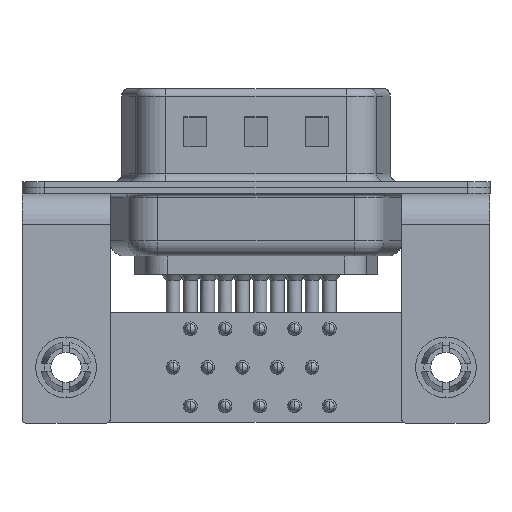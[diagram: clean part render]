
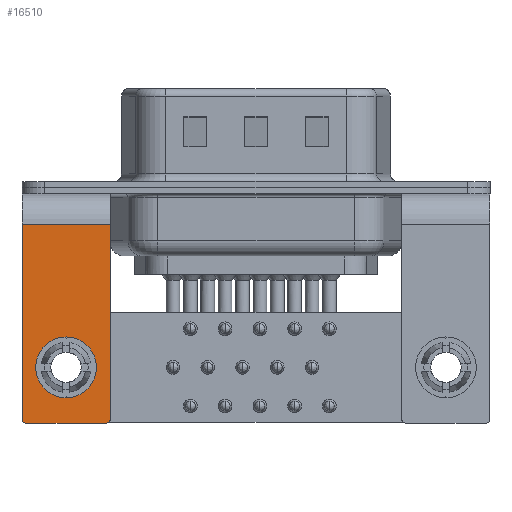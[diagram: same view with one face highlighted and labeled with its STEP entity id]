
A CAD part, front view. The second image highlights one B-rep face of the part: STEP entity #16510.
In plain terms, the highlighted planar face has unit normal (0, -1, 0).
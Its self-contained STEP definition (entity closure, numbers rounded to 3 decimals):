
#132 = DIRECTION ( 'NONE',  ( 0., 1., 0. ) ) ;
#877 = AXIS2_PLACEMENT_3D ( 'NONE', #15150, #15354, #15446 ) ;
#1656 = LINE ( 'NONE', #27488, #12596 ) ;
#1790 = EDGE_CURVE ( 'NONE', #7269, #1797, #26851, .T. ) ;
#1797 = VERTEX_POINT ( 'NONE', #14248 ) ;
#3602 = EDGE_LOOP ( 'NONE', ( #23861, #13347 ) ) ;
#3829 = DIRECTION ( 'NONE',  ( 0., -1., 0. ) ) ;
#4600 = PLANE ( 'NONE',  #8505 ) ;
#4629 = ORIENTED_EDGE ( 'NONE', *, *, #15717, .F. ) ;
#4768 = ORIENTED_EDGE ( 'NONE', *, *, #24843, .T. ) ;
#4961 = VERTEX_POINT ( 'NONE', #20129 ) ;
#5098 = VERTEX_POINT ( 'NONE', #20584 ) ;
#5854 = EDGE_CURVE ( 'NONE', #26840, #4961, #1656, .T. ) ;
#6370 = CARTESIAN_POINT ( 'NONE',  ( -2.9, -6.25, -2.4 ) ) ;
#6820 = DIRECTION ( 'NONE',  ( 0., 0., 1. ) ) ;
#7006 = CARTESIAN_POINT ( 'NONE',  ( 2.9, -6.25, -2.4 ) ) ;
#7238 = EDGE_CURVE ( 'NONE', #4961, #5098, #21063, .T. ) ;
#7269 = VERTEX_POINT ( 'NONE', #8562 ) ;
#7507 = DIRECTION ( 'NONE',  ( 0., -1., 0. ) ) ;
#7898 = VECTOR ( 'NONE', #17007, 1000. ) ;
#8074 = EDGE_CURVE ( 'NONE', #16546, #10857, #12120, .T. ) ;
#8505 = AXIS2_PLACEMENT_3D ( 'NONE', #17709, #19898, #6820 ) ;
#8562 = CARTESIAN_POINT ( 'NONE',  ( 0., -6.25, -13.83 ) ) ;
#9063 = CARTESIAN_POINT ( 'NONE',  ( 2.9, -6.25, -15.25 ) ) ;
#9103 = CARTESIAN_POINT ( 'NONE',  ( 2.65, -6.25, -15.5 ) ) ;
#9249 = CARTESIAN_POINT ( 'NONE',  ( -2.65, -6.25, -15.5 ) ) ;
#10575 = DIRECTION ( 'NONE',  ( -1., 0., 0. ) ) ;
#10857 = VERTEX_POINT ( 'NONE', #9063 ) ;
#11209 = VECTOR ( 'NONE', #10575, 1000. ) ;
#12120 = CIRCLE ( 'NONE', #23326, 0.25 ) ;
#12596 = VECTOR ( 'NONE', #23088, 1000. ) ;
#13055 = CIRCLE ( 'NONE', #13839, 0.25 ) ;
#13222 = CARTESIAN_POINT ( 'NONE',  ( 0., -6.25, -11.83 ) ) ;
#13347 = ORIENTED_EDGE ( 'NONE', *, *, #17832, .T. ) ;
#13839 = AXIS2_PLACEMENT_3D ( 'NONE', #20577, #7507, #22783 ) ;
#14248 = CARTESIAN_POINT ( 'NONE',  ( 0., -6.25, -9.83 ) ) ;
#14775 = CARTESIAN_POINT ( 'NONE',  ( 2.9, -6.25, -2.4 ) ) ;
#14968 = CARTESIAN_POINT ( 'NONE',  ( 2.9, -6.25, -15.5 ) ) ;
#15150 = CARTESIAN_POINT ( 'NONE',  ( 0., -6.25, -11.83 ) ) ;
#15354 = DIRECTION ( 'NONE',  ( 0., 1., 0. ) ) ;
#15425 = DIRECTION ( 'NONE',  ( 0., 0., 1. ) ) ;
#15446 = DIRECTION ( 'NONE',  ( 0., 0., 1. ) ) ;
#15717 = EDGE_CURVE ( 'NONE', #16546, #24251, #18393, .T. ) ;
#15846 = CIRCLE ( 'NONE', #24539, 2. ) ;
#15943 = VECTOR ( 'NONE', #21646, 1000. ) ;
#16279 = ORIENTED_EDGE ( 'NONE', *, *, #25865, .F. ) ;
#16510 = ADVANCED_FACE ( 'NONE', ( #26531, #20707 ), #4600, .F. ) ;
#16546 = VERTEX_POINT ( 'NONE', #9103 ) ;
#16920 = CARTESIAN_POINT ( 'NONE',  ( 2.65, -6.25, -15.25 ) ) ;
#17007 = DIRECTION ( 'NONE',  ( 0., 0., -1. ) ) ;
#17709 = CARTESIAN_POINT ( 'NONE',  ( 2.9, -6.25, -2.4 ) ) ;
#17832 = EDGE_CURVE ( 'NONE', #1797, #7269, #15846, .T. ) ;
#17888 = ORIENTED_EDGE ( 'NONE', *, *, #7238, .T. ) ;
#17977 = ORIENTED_EDGE ( 'NONE', *, *, #8074, .T. ) ;
#18393 = LINE ( 'NONE', #14968, #11209 ) ;
#19133 = DIRECTION ( 'NONE',  ( 0., 0., 1. ) ) ;
#19898 = DIRECTION ( 'NONE',  ( 0., 1., 0. ) ) ;
#20129 = CARTESIAN_POINT ( 'NONE',  ( -2.9, -6.25, -2.4 ) ) ;
#20577 = CARTESIAN_POINT ( 'NONE',  ( -2.65, -6.25, -15.25 ) ) ;
#20584 = CARTESIAN_POINT ( 'NONE',  ( -2.9, -6.25, -15.25 ) ) ;
#20707 = FACE_OUTER_BOUND ( 'NONE', #27560, .T. ) ;
#21063 = LINE ( 'NONE', #6370, #15943 ) ;
#21646 = DIRECTION ( 'NONE',  ( 0., 0., -1. ) ) ;
#22783 = DIRECTION ( 'NONE',  ( 0., 0., 1. ) ) ;
#23088 = DIRECTION ( 'NONE',  ( -1., 0., 0. ) ) ;
#23326 = AXIS2_PLACEMENT_3D ( 'NONE', #16920, #3829, #19133 ) ;
#23861 = ORIENTED_EDGE ( 'NONE', *, *, #1790, .T. ) ;
#24251 = VERTEX_POINT ( 'NONE', #9249 ) ;
#24539 = AXIS2_PLACEMENT_3D ( 'NONE', #13222, #132, #15425 ) ;
#24843 = EDGE_CURVE ( 'NONE', #5098, #24251, #13055, .T. ) ;
#25865 = EDGE_CURVE ( 'NONE', #26840, #10857, #26022, .T. ) ;
#26022 = LINE ( 'NONE', #14775, #7898 ) ;
#26466 = ORIENTED_EDGE ( 'NONE', *, *, #5854, .T. ) ;
#26531 = FACE_BOUND ( 'NONE', #3602, .T. ) ;
#26840 = VERTEX_POINT ( 'NONE', #7006 ) ;
#26851 = CIRCLE ( 'NONE', #877, 2. ) ;
#27488 = CARTESIAN_POINT ( 'NONE',  ( 2.9, -6.25, -2.4 ) ) ;
#27560 = EDGE_LOOP ( 'NONE', ( #17888, #4768, #4629, #17977, #16279, #26466 ) ) ;
